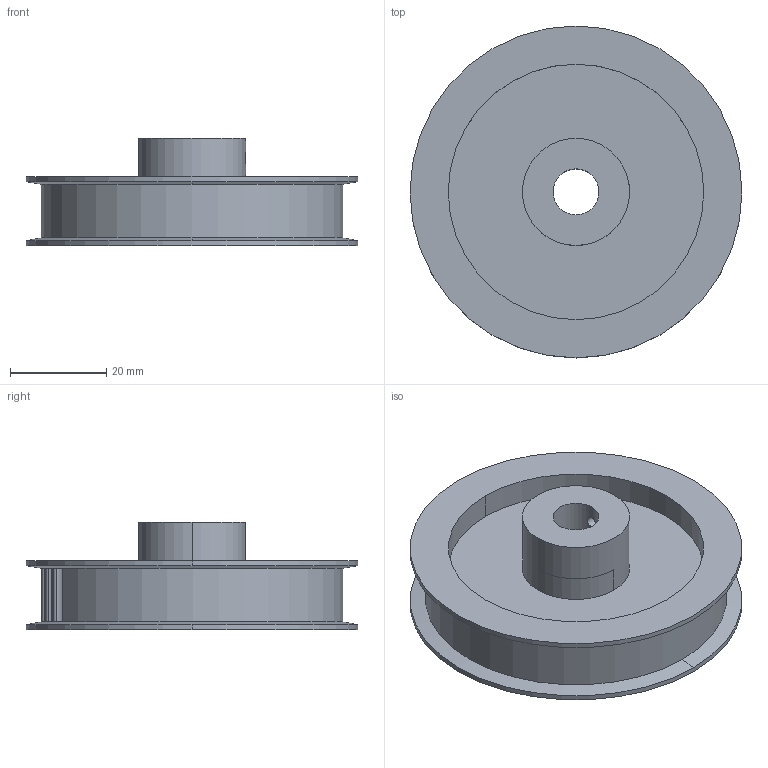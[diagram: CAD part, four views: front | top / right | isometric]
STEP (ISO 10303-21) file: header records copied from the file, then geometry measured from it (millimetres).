
FILE_DESCRIPTION((''),'2;1');
FILE_NAME('73984','2013-11-04T',('carefree'),(''),'PRO/ENGINEER BY PARAMETRIC TECHNOLOGY CORPORATION, 2005030','PRO/ENGINEER BY PARAMETRIC TECHNOLOGY CORPORATION, 2005030','');
FILE_SCHEMA(('CONFIG_CONTROL_DESIGN'));
Length unit declared in the file: inch
Products named in the file (1): 73984
Bounding box: 68.83 x 68.83 x 22.23 mm (x, y, z)
Volume: 27652.8 mm3; surface area: 15083.5 mm2
Topology: 1 solids, 1 shells, 47 faces, 117 edges, 74 vertices
Faces by surface type: cylinder 31, plane 12, cone 4
Entity records: 1517 total; most frequent: CARTESIAN_POINT 286, DIRECTION 281, ORIENTED_EDGE 234, AXIS2_PLACEMENT_3D 121, EDGE_CURVE 117, VERTEX_POINT 74, CIRCLE 74, EDGE_LOOP 53
